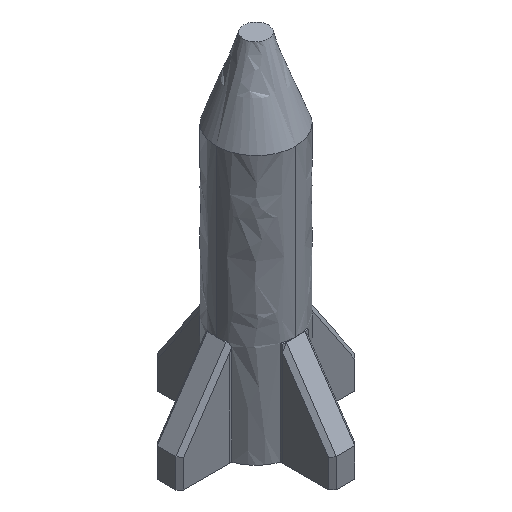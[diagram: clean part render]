
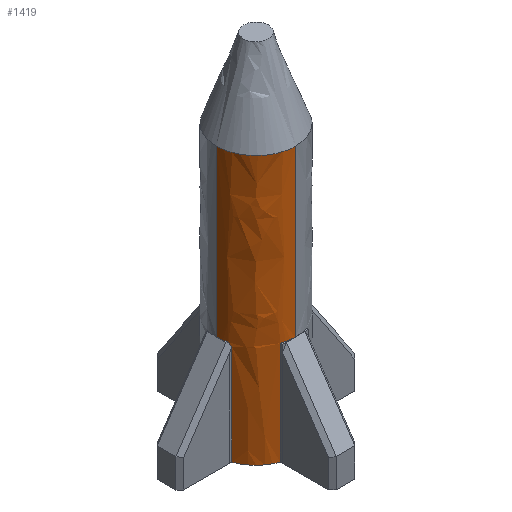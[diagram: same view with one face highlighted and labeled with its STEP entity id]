
A CAD part, isometric view. The second image highlights one B-rep face of the part: STEP entity #1419.
In plain terms, the highlighted free-form (B-spline) face has degree [2, 1] with [3, 2] control points.
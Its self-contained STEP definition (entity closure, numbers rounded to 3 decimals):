
#804 = VERTEX_POINT('',#805);
#805 = CARTESIAN_POINT('',(-49.103,-0.235,
    127.802));
#1010 = VERTEX_POINT('',#1011);
#1011 = CARTESIAN_POINT('',(-16.182,-46.428,0.));
#1016 = EDGE_CURVE('',#1017,#1010,#1019,.T.);
#1017 = VERTEX_POINT('',#1018);
#1018 = CARTESIAN_POINT('',(-46.353,-16.397,0.));
#1019 = ( BOUNDED_CURVE() B_SPLINE_CURVE(2,(#1020,#1021,#1022),
.UNSPECIFIED.,.F.,.F.) B_SPLINE_CURVE_WITH_KNOTS((3,3),(3.479,
4.38),.PIECEWISE_BEZIER_KNOTS.) CURVE() 
GEOMETRIC_REPRESENTATION_ITEM() RATIONAL_B_SPLINE_CURVE((1.,
0.9,1.)) REPRESENTATION_ITEM('') );
#1020 = CARTESIAN_POINT('',(-46.353,-16.397,0.));
#1021 = CARTESIAN_POINT('',(-38.533,-38.712,0.));
#1022 = CARTESIAN_POINT('',(-16.182,-46.428,0.));
#1219 = EDGE_CURVE('',#1220,#1222,#1224,.T.);
#1220 = VERTEX_POINT('',#1221);
#1221 = CARTESIAN_POINT('',(-0.235,-49.103,
    332.985));
#1222 = VERTEX_POINT('',#1223);
#1223 = CARTESIAN_POINT('',(-0.235,-49.103,
    127.802));
#1224 = B_SPLINE_CURVE_WITH_KNOTS('',1,(#1225,#1226),.UNSPECIFIED.,.F.,
  .F.,(2,2),(0.,171.302),.PIECEWISE_BEZIER_KNOTS.);
#1225 = CARTESIAN_POINT('',(-0.235,-49.103,
    332.985));
#1226 = CARTESIAN_POINT('',(-0.235,-49.103,
    127.802));
#1367 = EDGE_CURVE('',#1368,#804,#1370,.T.);
#1368 = VERTEX_POINT('',#1369);
#1369 = CARTESIAN_POINT('',(-49.103,-0.235,
    332.985));
#1370 = B_SPLINE_CURVE_WITH_KNOTS('',1,(#1371,#1372),.UNSPECIFIED.,.F.,
  .F.,(2,2),(0.,171.302),.PIECEWISE_BEZIER_KNOTS.);
#1371 = CARTESIAN_POINT('',(-49.103,-0.235,
    332.985));
#1372 = CARTESIAN_POINT('',(-49.103,-0.235,
    127.802));
#1388 = EDGE_CURVE('',#1368,#1220,#1389,.T.);
#1389 = ( BOUNDED_CURVE() B_SPLINE_CURVE(2,(#1390,#1391,#1392),
.UNSPECIFIED.,.F.,.F.) B_SPLINE_CURVE_WITH_KNOTS((3,3),(3.142,
4.712),.PIECEWISE_BEZIER_KNOTS.) CURVE() 
GEOMETRIC_REPRESENTATION_ITEM() RATIONAL_B_SPLINE_CURVE((1.,
0.707,1.)) REPRESENTATION_ITEM('') );
#1390 = CARTESIAN_POINT('',(-49.103,-0.235,
    332.985));
#1391 = CARTESIAN_POINT('',(-49.103,-49.103,
    332.985));
#1392 = CARTESIAN_POINT('',(-0.235,-49.103,
    332.985));
#1419 = ADVANCED_FACE('',(#1420),#1460,.T.);
#1420 = FACE_BOUND('',#1421,.T.);
#1421 = EDGE_LOOP('',(#1422,#1430,#1431,#1432,#1433,#1441,#1449,#1454,
    #1455));
#1422 = ORIENTED_EDGE('',*,*,#1423,.F.);
#1423 = EDGE_CURVE('',#1222,#1424,#1426,.T.);
#1424 = VERTEX_POINT('',#1425);
#1425 = CARTESIAN_POINT('',(-16.182,-46.428,
    127.802));
#1426 = ( BOUNDED_CURVE() B_SPLINE_CURVE(2,(#1427,#1428,#1429),
.UNSPECIFIED.,.F.,.F.) B_SPLINE_CURVE_WITH_KNOTS((3,3),(4.712,
5.045),.PIECEWISE_BEZIER_KNOTS.) CURVE() 
GEOMETRIC_REPRESENTATION_ITEM() RATIONAL_B_SPLINE_CURVE((1.,
0.986,1.)) REPRESENTATION_ITEM('') );
#1427 = CARTESIAN_POINT('',(-0.235,-49.103,
    127.802));
#1428 = CARTESIAN_POINT('',(-8.433,-49.103,
    127.802));
#1429 = CARTESIAN_POINT('',(-16.182,-46.428,
    127.802));
#1430 = ORIENTED_EDGE('',*,*,#1219,.F.);
#1431 = ORIENTED_EDGE('',*,*,#1388,.F.);
#1432 = ORIENTED_EDGE('',*,*,#1367,.T.);
#1433 = ORIENTED_EDGE('',*,*,#1434,.F.);
#1434 = EDGE_CURVE('',#1435,#804,#1437,.T.);
#1435 = VERTEX_POINT('',#1436);
#1436 = CARTESIAN_POINT('',(-47.4,-13.025,
    127.802));
#1437 = ( BOUNDED_CURVE() B_SPLINE_CURVE(2,(#1438,#1439,#1440),
.UNSPECIFIED.,.F.,.F.) B_SPLINE_CURVE_WITH_KNOTS((3,3),(6.018,
6.283),.PIECEWISE_BEZIER_KNOTS.) CURVE() 
GEOMETRIC_REPRESENTATION_ITEM() RATIONAL_B_SPLINE_CURVE((1.,
0.991,1.)) REPRESENTATION_ITEM('') );
#1438 = CARTESIAN_POINT('',(-47.4,-13.025,
    127.802));
#1439 = CARTESIAN_POINT('',(-49.103,-6.743,
    127.802));
#1440 = CARTESIAN_POINT('',(-49.103,-0.235,
    127.802));
#1441 = ORIENTED_EDGE('',*,*,#1442,.F.);
#1442 = EDGE_CURVE('',#1443,#1435,#1445,.T.);
#1443 = VERTEX_POINT('',#1444);
#1444 = CARTESIAN_POINT('',(-46.353,-16.397,
    123.323));
#1445 = ( BOUNDED_CURVE() B_SPLINE_CURVE(2,(#1446,#1447,#1448),
.UNSPECIFIED.,.F.,.F.) B_SPLINE_CURVE_WITH_KNOTS((3,3),(0.542,
0.614),.PIECEWISE_BEZIER_KNOTS.) CURVE() 
GEOMETRIC_REPRESENTATION_ITEM() RATIONAL_B_SPLINE_CURVE((1.,
0.999,1.)) REPRESENTATION_ITEM('') );
#1446 = CARTESIAN_POINT('',(-46.353,-16.397,
    123.323));
#1447 = CARTESIAN_POINT('',(-46.938,-14.73,
    125.438));
#1448 = CARTESIAN_POINT('',(-47.4,-13.025,
    127.802));
#1449 = ORIENTED_EDGE('',*,*,#1450,.T.);
#1450 = EDGE_CURVE('',#1443,#1017,#1451,.T.);
#1451 = B_SPLINE_CURVE_WITH_KNOTS('',1,(#1452,#1453),.UNSPECIFIED.,.F.,
  .F.,(2,2),(175.041,278.),.PIECEWISE_BEZIER_KNOTS.);
#1452 = CARTESIAN_POINT('',(-46.353,-16.397,
    123.323));
#1453 = CARTESIAN_POINT('',(-46.353,-16.397,0.));
#1454 = ORIENTED_EDGE('',*,*,#1016,.T.);
#1455 = ORIENTED_EDGE('',*,*,#1456,.F.);
#1456 = EDGE_CURVE('',#1424,#1010,#1457,.T.);
#1457 = B_SPLINE_CURVE_WITH_KNOTS('',1,(#1458,#1459),.UNSPECIFIED.,.F.,
  .F.,(2,2),(171.302,278.),.PIECEWISE_BEZIER_KNOTS.);
#1458 = CARTESIAN_POINT('',(-16.182,-46.428,
    127.802));
#1459 = CARTESIAN_POINT('',(-16.182,-46.428,0.));
#1460 = ( BOUNDED_SURFACE() B_SPLINE_SURFACE(2,1,(
    (#1461,#1462)
    ,(#1463,#1464)
    ,(#1465,#1466
)),.UNSPECIFIED.,.F.,.F.,.F.) B_SPLINE_SURFACE_WITH_KNOTS((3,3),(2,2),(
    4.712,6.283),(0.,278.),.PIECEWISE_BEZIER_KNOTS.) 
GEOMETRIC_REPRESENTATION_ITEM() RATIONAL_B_SPLINE_SURFACE((
    (1.,1.)
    ,(0.707,0.707)
,(1.,1.))) REPRESENTATION_ITEM('') SURFACE() );
#1461 = CARTESIAN_POINT('',(-0.235,-49.103,
    332.985));
#1462 = CARTESIAN_POINT('',(-0.235,-49.103,0.));
#1463 = CARTESIAN_POINT('',(-49.103,-49.103,
    332.985));
#1464 = CARTESIAN_POINT('',(-49.103,-49.103,0.));
#1465 = CARTESIAN_POINT('',(-49.103,-0.235,
    332.985));
#1466 = CARTESIAN_POINT('',(-49.103,-0.235,0.));
